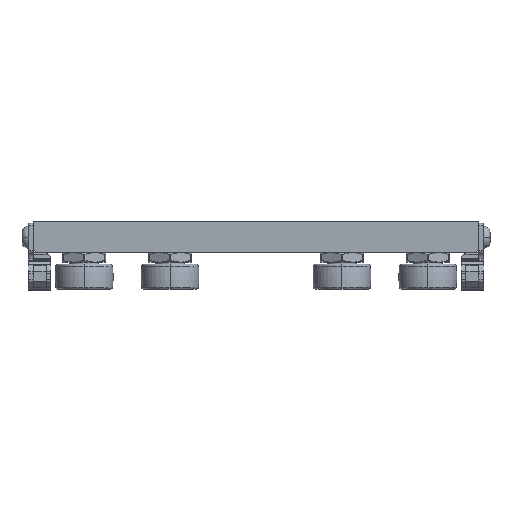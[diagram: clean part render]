
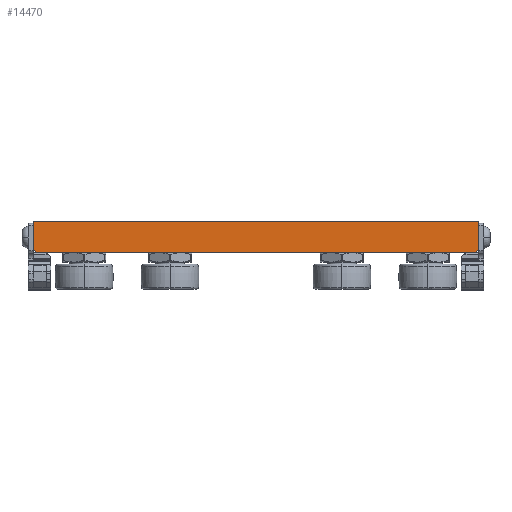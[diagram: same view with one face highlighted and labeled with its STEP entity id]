
A CAD part, top view. The second image highlights one B-rep face of the part: STEP entity #14470.
In plain terms, the highlighted planar face has unit normal (0, 0, 1).
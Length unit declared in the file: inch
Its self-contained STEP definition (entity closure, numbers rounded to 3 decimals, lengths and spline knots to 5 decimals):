
#785 = LINE ( 'NONE', #15687, #848 ) ;
#848 = VECTOR ( 'NONE', #6263, 39.37008 ) ;
#1712 = CARTESIAN_POINT ( 'NONE',  ( 2.244, 0.0375, 0.3545 ) ) ;
#2110 = LINE ( 'NONE', #10181, #9611 ) ;
#2301 = CARTESIAN_POINT ( 'NONE',  ( -2.2065, 0., 0.3545 ) ) ;
#2418 = EDGE_CURVE ( 'NONE', #8459, #5029, #2110, .T. ) ;
#2515 = ORIENTED_EDGE ( 'NONE', *, *, #16831, .T. ) ;
#3328 = VECTOR ( 'NONE', #15816, 39.37008 ) ;
#4560 = VERTEX_POINT ( 'NONE', #10848 ) ;
#4871 = LINE ( 'NONE', #4949, #16319 ) ;
#4949 = CARTESIAN_POINT ( 'NONE',  ( -2.244, 0.0375, 0.3545 ) ) ;
#5029 = VERTEX_POINT ( 'NONE', #13661 ) ;
#6011 = DIRECTION ( 'NONE',  ( 1., 0., 0. ) ) ;
#6263 = DIRECTION ( 'NONE',  ( 1., 0., 0. ) ) ;
#6878 = ORIENTED_EDGE ( 'NONE', *, *, #16118, .T. ) ;
#7127 = ORIENTED_EDGE ( 'NONE', *, *, #2418, .T. ) ;
#7174 = CARTESIAN_POINT ( 'NONE',  ( 0., 0., 0.3545 ) ) ;
#7639 = CARTESIAN_POINT ( 'NONE',  ( 0., 0.31, 0.3545 ) ) ;
#7658 = CARTESIAN_POINT ( 'NONE',  ( 2.2065, 0., 0.3545 ) ) ;
#7722 = DIRECTION ( 'NONE',  ( 0.707, -0.707, 0. ) ) ;
#8459 = VERTEX_POINT ( 'NONE', #1712 ) ;
#8788 = EDGE_CURVE ( 'NONE', #4560, #16932, #9226, .T. ) ;
#8896 = CARTESIAN_POINT ( 'NONE',  ( -2.244, 0.0375, 0.3545 ) ) ;
#9151 = CARTESIAN_POINT ( 'NONE',  ( -2.244, 0., 0.3545 ) ) ;
#9226 = LINE ( 'NONE', #9151, #14795 ) ;
#9368 = EDGE_CURVE ( 'NONE', #16581, #8459, #9660, .T. ) ;
#9611 = VECTOR ( 'NONE', #13052, 39.37008 ) ;
#9660 = LINE ( 'NONE', #15228, #17131 ) ;
#10181 = CARTESIAN_POINT ( 'NONE',  ( 2.244, 0., 0.3545 ) ) ;
#10848 = CARTESIAN_POINT ( 'NONE',  ( -2.244, 0.31, 0.3545 ) ) ;
#12563 = PLANE ( 'NONE',  #16538 ) ;
#12829 = FACE_OUTER_BOUND ( 'NONE', #14155, .T. ) ;
#13052 = DIRECTION ( 'NONE',  ( 0., 1., 0. ) ) ;
#13661 = CARTESIAN_POINT ( 'NONE',  ( 2.244, 0.31, 0.3545 ) ) ;
#13697 = DIRECTION ( 'NONE',  ( 0.707, 0.707, 0. ) ) ;
#14155 = EDGE_LOOP ( 'NONE', ( #7127, #15957, #16730, #2515, #6878, #16684 ) ) ;
#14242 = EDGE_CURVE ( 'NONE', #5029, #4560, #14723, .T. ) ;
#14470 = ADVANCED_FACE ( 'NONE', ( #12829 ), #12563, .T. ) ;
#14707 = DIRECTION ( 'NONE',  ( 0., -1., 0. ) ) ;
#14723 = LINE ( 'NONE', #7639, #3328 ) ;
#14795 = VECTOR ( 'NONE', #14707, 39.37008 ) ;
#14958 = VERTEX_POINT ( 'NONE', #2301 ) ;
#15228 = CARTESIAN_POINT ( 'NONE',  ( 2.2065, 0., 0.3545 ) ) ;
#15526 = DIRECTION ( 'NONE',  ( 0., 0., 1. ) ) ;
#15687 = CARTESIAN_POINT ( 'NONE',  ( -2.2065, 0., 0.3545 ) ) ;
#15816 = DIRECTION ( 'NONE',  ( -1., 0., 0. ) ) ;
#15957 = ORIENTED_EDGE ( 'NONE', *, *, #14242, .T. ) ;
#16118 = EDGE_CURVE ( 'NONE', #14958, #16581, #785, .T. ) ;
#16319 = VECTOR ( 'NONE', #7722, 39.37008 ) ;
#16538 = AXIS2_PLACEMENT_3D ( 'NONE', #7174, #15526, #6011 ) ;
#16581 = VERTEX_POINT ( 'NONE', #7658 ) ;
#16684 = ORIENTED_EDGE ( 'NONE', *, *, #9368, .T. ) ;
#16730 = ORIENTED_EDGE ( 'NONE', *, *, #8788, .T. ) ;
#16831 = EDGE_CURVE ( 'NONE', #16932, #14958, #4871, .T. ) ;
#16932 = VERTEX_POINT ( 'NONE', #8896 ) ;
#17131 = VECTOR ( 'NONE', #13697, 39.37008 ) ;
